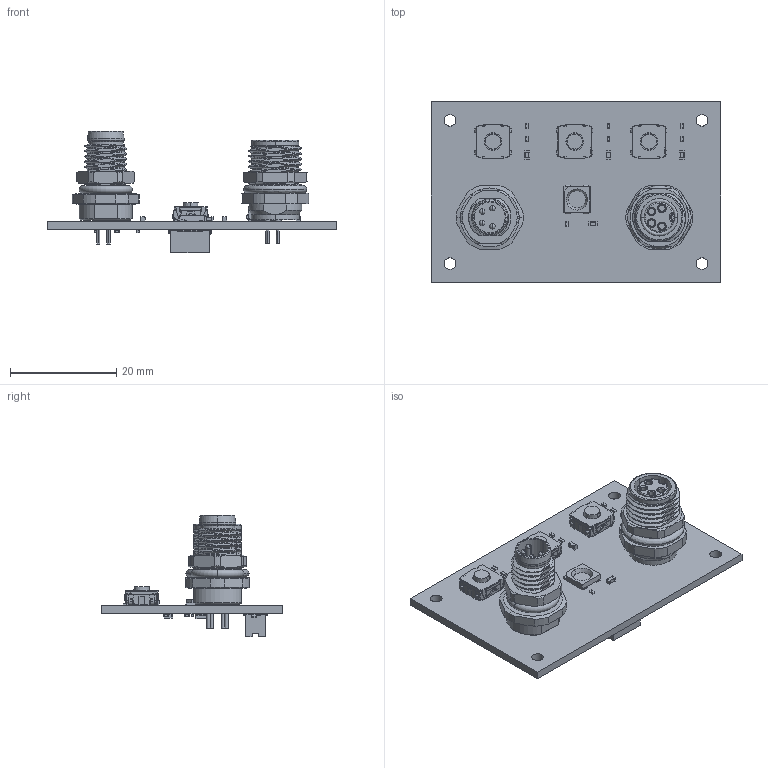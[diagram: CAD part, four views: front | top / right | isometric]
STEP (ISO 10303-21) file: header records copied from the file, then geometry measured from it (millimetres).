
FILE_DESCRIPTION(('KiCad electronic assembly'),'2;1');
FILE_NAME('main_board_peripheral_v2.step','2026-01-03T20:29:46',( 'Pcbnew'),('Kicad'),'Open CASCADE STEP processor 7.8', 'KiCad to STEP converter','Unknown');
FILE_SCHEMA(('AUTOMOTIVE_DESIGN { 1 0 10303 214 1 1 1 1 }'));
Length unit declared in the file: millimetre
Products named in the file (16): main_board_peripheral_v2 1; KSC253J_SP_DELTA_LFG; KSC2 - body; KSC2  - button; KSC2 - cover; KSC23J_pin; R_0402_1005Metric; NEOPIXEL5050-COM-24837; c-t4040014041-000-a-3d; C_0603_1608Metric; T4041017041-000; C_0402_1005Metric; DF12NB(5.0)-20DP-0.5V(51); DF12NB_5_0_-20DP.prt; NL37WZ14USG; main_board_peripheral_v2_PCB
Assembly tree (32 placements, depth 3):
  main_board_peripheral_v2 1
    KSC253J_SP_DELTA_LFG  x3
      KSC2 - body
      KSC2  - button
      KSC2 - cover
      KSC23J_pin
    R_0402_1005Metric  x7
    NEOPIXEL5050-COM-24837
    c-t4040014041-000-a-3d
    C_0603_1608Metric  x5
    T4041017041-000
    C_0402_1005Metric  x3
    DF12NB(5.0)-20DP-0.5V(51)
      DF12NB_5_0_-20DP.prt
    NL37WZ14USG
    main_board_peripheral_v2_PCB
Bounding box: 54.5 x 34 x 22.98 mm (x, y, z)
Volume: 5349.5 mm3; surface area: 7820.9 mm2
Topology: 55 solids, 55 shells, 2811 faces, 7732 edges, 5080 vertices
Faces by surface type: plane 1979, cylinder 694, cone 76, bspline 46, torus 8, sphere 8
Full cylindrical faces by diameter (mm): 0.116 x1, 0.8 x5, 0.85 x3, 2.2 x4
Entity records: 71305 total; most frequent: CARTESIAN_POINT 21099, ORIENTED_EDGE 10292, DIRECTION 9333, EDGE_CURVE 5146, LINE 3969, VECTOR 3969, VERTEX_POINT 3380, AXIS2_PLACEMENT_3D 2682
